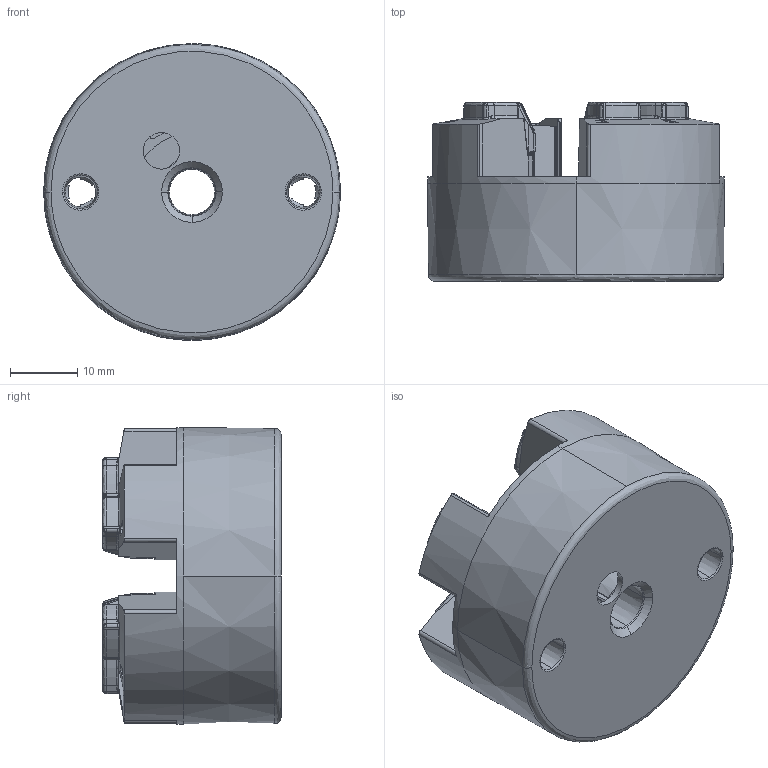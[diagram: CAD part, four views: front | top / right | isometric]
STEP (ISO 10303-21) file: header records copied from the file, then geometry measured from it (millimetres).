
FILE_DESCRIPTION (( 'STEP AP214' ), '1' );
FILE_NAME ('XTH2-N40140F-PT1.STEP', '2023-10-16T22:01:02', ( '' ), ( '' ), 'SwSTEP 2.0', 'SolidWorks 2021', '' );
FILE_SCHEMA (( 'AUTOMOTIVE_DESIGN' ));
Length unit declared in the file: inch
Products named in the file (1): XTH2-N40140F-PT1
Bounding box: 44 x 26.5 x 44 mm (x, y, z)
Volume: 13867 mm3; surface area: 15911.4 mm2
Topology: 1 solids, 4 shells, 2500 faces, 6546 edges, 4082 vertices
Faces by surface type: cylinder 967, plane 944, bspline 398, cone 187, torus 4
Entity records: 101204 total; most frequent: CARTESIAN_POINT 43502, ORIENTED_EDGE 13058, DIRECTION 10882, EDGE_CURVE 6529, VERTEX_POINT 4082, AXIS2_PLACEMENT_3D 3924, VECTOR 3034, LINE 3034
